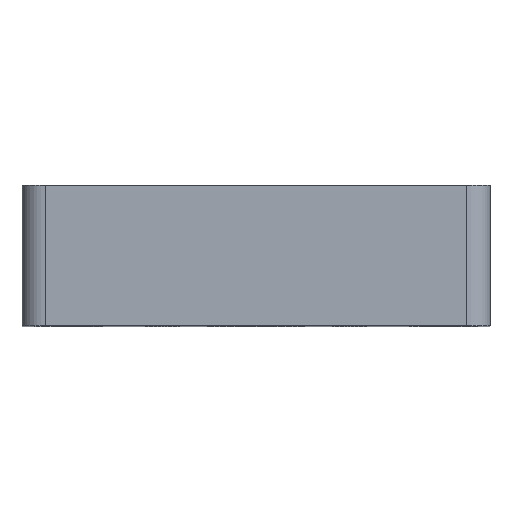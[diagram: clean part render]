
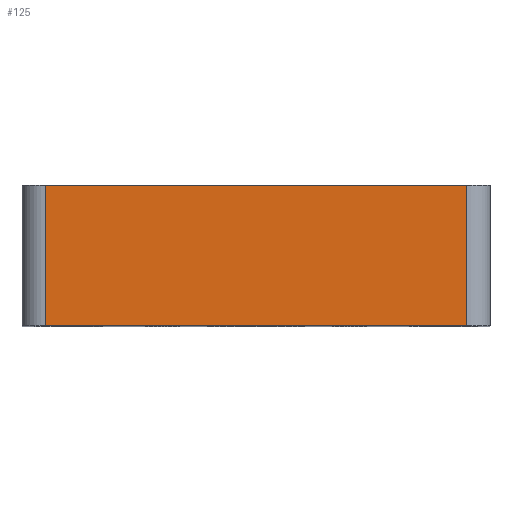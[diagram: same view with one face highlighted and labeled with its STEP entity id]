
A CAD part, top view. The second image highlights one B-rep face of the part: STEP entity #125.
In plain terms, the highlighted planar face has unit normal (0, 0, 1).
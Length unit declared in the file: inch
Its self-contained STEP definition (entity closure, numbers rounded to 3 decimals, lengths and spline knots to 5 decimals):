
#55 = ORIENTED_EDGE ( 'NONE', *, *, #1252, .F. ) ;
#74 = EDGE_LOOP ( 'NONE', ( #55, #208, #523, #123 ) ) ;
#123 = ORIENTED_EDGE ( 'NONE', *, *, #1878, .T. ) ;
#125 = ADVANCED_FACE ( 'NONE', ( #1357 ), #826, .F. ) ;
#149 = DIRECTION ( 'NONE',  ( 1., 0., 0. ) ) ;
#150 = VERTEX_POINT ( 'NONE', #848 ) ;
#208 = ORIENTED_EDGE ( 'NONE', *, *, #609, .T. ) ;
#238 = EDGE_CURVE ( 'NONE', #150, #1687, #1446, .T. ) ;
#377 = DIRECTION ( 'NONE',  ( 0., -1., 0. ) ) ;
#426 = CARTESIAN_POINT ( 'NONE',  ( -0.625, 0., 0.625 ) ) ;
#523 = ORIENTED_EDGE ( 'NONE', *, *, #238, .T. ) ;
#607 = CARTESIAN_POINT ( 'NONE',  ( -0.625, 0.375, 0.625 ) ) ;
#609 = EDGE_CURVE ( 'NONE', #692, #150, #1046, .T. ) ;
#658 = DIRECTION ( 'NONE',  ( -1., 0., 0. ) ) ;
#692 = VERTEX_POINT ( 'NONE', #1208 ) ;
#704 = VECTOR ( 'NONE', #149, 39.37008 ) ;
#758 = LINE ( 'NONE', #607, #704 ) ;
#807 = VECTOR ( 'NONE', #377, 39.37008 ) ;
#826 = PLANE ( 'NONE',  #1055 ) ;
#845 = VERTEX_POINT ( 'NONE', #978 ) ;
#848 = CARTESIAN_POINT ( 'NONE',  ( -0.5625, 0., 0.625 ) ) ;
#860 = CARTESIAN_POINT ( 'NONE',  ( -0.5625, 0.375, 0.625 ) ) ;
#882 = LINE ( 'NONE', #1871, #1434 ) ;
#924 = CARTESIAN_POINT ( 'NONE',  ( 0.5625, 0., 0.625 ) ) ;
#978 = CARTESIAN_POINT ( 'NONE',  ( 0.5625, 0.375, 0.625 ) ) ;
#1046 = LINE ( 'NONE', #860, #807 ) ;
#1055 = AXIS2_PLACEMENT_3D ( 'NONE', #1603, #1936, #658 ) ;
#1208 = CARTESIAN_POINT ( 'NONE',  ( -0.5625, 0.375, 0.625 ) ) ;
#1235 = DIRECTION ( 'NONE',  ( 0., 1., 0. ) ) ;
#1252 = EDGE_CURVE ( 'NONE', #692, #845, #758, .T. ) ;
#1357 = FACE_OUTER_BOUND ( 'NONE', #74, .T. ) ;
#1366 = DIRECTION ( 'NONE',  ( 1., 0., 0. ) ) ;
#1434 = VECTOR ( 'NONE', #1235, 39.37008 ) ;
#1446 = LINE ( 'NONE', #426, #1615 ) ;
#1603 = CARTESIAN_POINT ( 'NONE',  ( -0.625, 0.375, 0.625 ) ) ;
#1615 = VECTOR ( 'NONE', #1366, 39.37008 ) ;
#1687 = VERTEX_POINT ( 'NONE', #924 ) ;
#1871 = CARTESIAN_POINT ( 'NONE',  ( 0.5625, 0.375, 0.625 ) ) ;
#1878 = EDGE_CURVE ( 'NONE', #1687, #845, #882, .T. ) ;
#1936 = DIRECTION ( 'NONE',  ( 0., 0., -1. ) ) ;
